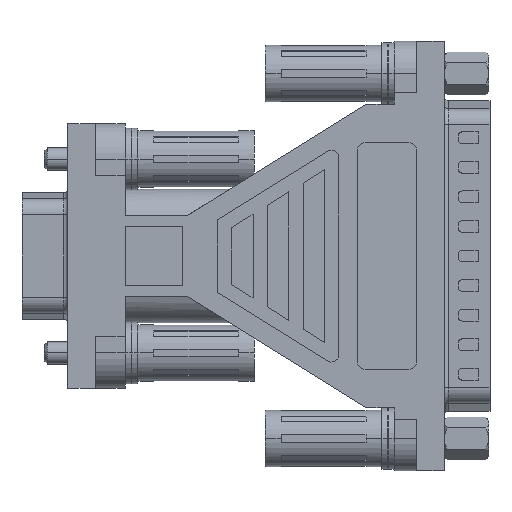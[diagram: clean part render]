
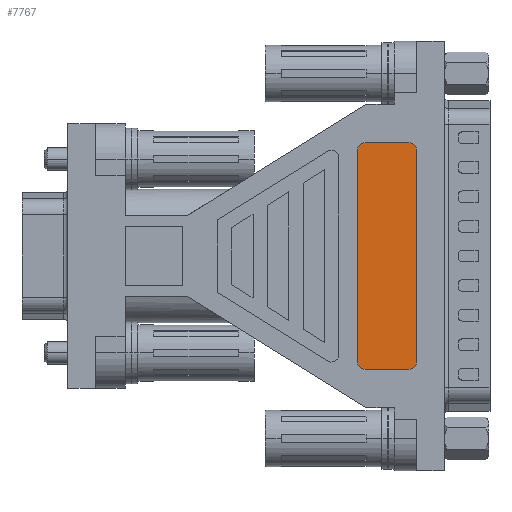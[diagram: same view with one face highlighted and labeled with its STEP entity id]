
A CAD part, front view. The second image highlights one B-rep face of the part: STEP entity #7767.
In plain terms, the highlighted planar face has unit normal (0, -1, 0).
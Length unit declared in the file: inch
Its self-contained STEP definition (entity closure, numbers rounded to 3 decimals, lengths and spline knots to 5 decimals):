
#540 = CARTESIAN_POINT ( 'NONE',  ( 0.536, -0.291, 0.38939 ) ) ;
#667 = CARTESIAN_POINT ( 'NONE',  ( 0.575, -0.291, 0.38939 ) ) ;
#748 = EDGE_CURVE ( 'NONE', #4716, #34912, #14705, .T. ) ;
#762 = LINE ( 'NONE', #667, #7387 ) ;
#1078 = LINE ( 'NONE', #11258, #22806 ) ;
#1652 = CARTESIAN_POINT ( 'NONE',  ( 0.575, -0.291, 0.61139 ) ) ;
#1745 = CARTESIAN_POINT ( 'NONE',  ( 0.575, -0.291, 0.38939 ) ) ;
#2187 = ORIENTED_EDGE ( 'NONE', *, *, #36817, .F. ) ;
#2599 = FACE_OUTER_BOUND ( 'NONE', #4893, .T. ) ;
#3351 = DIRECTION ( 'NONE',  ( 0., 0., 1. ) ) ;
#4617 = ORIENTED_EDGE ( 'NONE', *, *, #28306, .F. ) ;
#4716 = VERTEX_POINT ( 'NONE', #20738 ) ;
#4893 = EDGE_LOOP ( 'NONE', ( #32447, #25916, #10174, #31593, #13779, #18537, #2187, #4617 ) ) ;
#5289 = CARTESIAN_POINT ( 'NONE',  ( 0.536, -0.291, 0.35039 ) ) ;
#6073 = EDGE_CURVE ( 'NONE', #34294, #12840, #7100, .T. ) ;
#6242 = VERTEX_POINT ( 'NONE', #5289 ) ;
#6389 = VERTEX_POINT ( 'NONE', #1745 ) ;
#6617 = CARTESIAN_POINT ( 'NONE',  ( 0.536, -0.291, 0.61139 ) ) ;
#7100 = CIRCLE ( 'NONE', #8307, 0.039 ) ;
#7301 = AXIS2_PLACEMENT_3D ( 'NONE', #25745, #8720, #28533 ) ;
#7387 = VECTOR ( 'NONE', #34717, 39.37008 ) ;
#7767 = ADVANCED_FACE ( 'NONE', ( #2599 ), #15276, .T. ) ;
#8307 = AXIS2_PLACEMENT_3D ( 'NONE', #6617, #36841, #34736 ) ;
#8396 = DIRECTION ( 'NONE',  ( 1., 0., 0. ) ) ;
#8720 = DIRECTION ( 'NONE',  ( 0., 1., 0. ) ) ;
#8958 = CARTESIAN_POINT ( 'NONE',  ( -0.536, -0.291, 0.65039 ) ) ;
#9629 = DIRECTION ( 'NONE',  ( -1., 0., 0. ) ) ;
#10174 = ORIENTED_EDGE ( 'NONE', *, *, #6073, .F. ) ;
#10849 = EDGE_CURVE ( 'NONE', #34912, #34711, #29810, .T. ) ;
#11258 = CARTESIAN_POINT ( 'NONE',  ( 0.536, -0.291, 0.65039 ) ) ;
#11473 = DIRECTION ( 'NONE',  ( 0., 1., 0. ) ) ;
#11710 = AXIS2_PLACEMENT_3D ( 'NONE', #22419, #35897, #15662 ) ;
#12326 = CARTESIAN_POINT ( 'NONE',  ( 0.536, -0.291, 0.65039 ) ) ;
#12840 = VERTEX_POINT ( 'NONE', #1652 ) ;
#13779 = ORIENTED_EDGE ( 'NONE', *, *, #10849, .F. ) ;
#13995 = EDGE_CURVE ( 'NONE', #12840, #6389, #762, .T. ) ;
#14442 = CARTESIAN_POINT ( 'NONE',  ( -0.575, -0.291, 0.38939 ) ) ;
#14705 = LINE ( 'NONE', #14442, #36497 ) ;
#15276 = PLANE ( 'NONE',  #11710 ) ;
#15662 = DIRECTION ( 'NONE',  ( 0., 0., 1. ) ) ;
#16626 = DIRECTION ( 'NONE',  ( 0., 0., 1. ) ) ;
#18537 = ORIENTED_EDGE ( 'NONE', *, *, #748, .F. ) ;
#20377 = DIRECTION ( 'NONE',  ( 0., 1., 0. ) ) ;
#20738 = CARTESIAN_POINT ( 'NONE',  ( -0.575, -0.291, 0.38939 ) ) ;
#22419 = CARTESIAN_POINT ( 'NONE',  ( 0.536, -0.291, 0.38939 ) ) ;
#22806 = VECTOR ( 'NONE', #8396, 39.37008 ) ;
#23187 = AXIS2_PLACEMENT_3D ( 'NONE', #540, #20377, #3351 ) ;
#23442 = CIRCLE ( 'NONE', #7301, 0.039 ) ;
#24078 = CARTESIAN_POINT ( 'NONE',  ( -0.575, -0.291, 0.61139 ) ) ;
#25055 = CARTESIAN_POINT ( 'NONE',  ( -0.536, -0.291, 0.35039 ) ) ;
#25745 = CARTESIAN_POINT ( 'NONE',  ( -0.536, -0.291, 0.38939 ) ) ;
#25916 = ORIENTED_EDGE ( 'NONE', *, *, #13995, .F. ) ;
#28306 = EDGE_CURVE ( 'NONE', #6242, #35134, #29996, .T. ) ;
#28419 = CARTESIAN_POINT ( 'NONE',  ( -0.536, -0.291, 0.61139 ) ) ;
#28533 = DIRECTION ( 'NONE',  ( 0., 0., -1. ) ) ;
#28929 = CIRCLE ( 'NONE', #23187, 0.039 ) ;
#29341 = CARTESIAN_POINT ( 'NONE',  ( 0.536, -0.291, 0.35039 ) ) ;
#29810 = CIRCLE ( 'NONE', #31758, 0.039 ) ;
#29996 = LINE ( 'NONE', #29341, #36743 ) ;
#31310 = DIRECTION ( 'NONE',  ( 0., 0., 1. ) ) ;
#31593 = ORIENTED_EDGE ( 'NONE', *, *, #32642, .F. ) ;
#31758 = AXIS2_PLACEMENT_3D ( 'NONE', #28419, #11473, #31310 ) ;
#32447 = ORIENTED_EDGE ( 'NONE', *, *, #34714, .F. ) ;
#32642 = EDGE_CURVE ( 'NONE', #34711, #34294, #1078, .T. ) ;
#34294 = VERTEX_POINT ( 'NONE', #12326 ) ;
#34711 = VERTEX_POINT ( 'NONE', #8958 ) ;
#34714 = EDGE_CURVE ( 'NONE', #6389, #6242, #28929, .T. ) ;
#34717 = DIRECTION ( 'NONE',  ( 0., 0., -1. ) ) ;
#34736 = DIRECTION ( 'NONE',  ( 0., 0., 1. ) ) ;
#34912 = VERTEX_POINT ( 'NONE', #24078 ) ;
#35134 = VERTEX_POINT ( 'NONE', #25055 ) ;
#35897 = DIRECTION ( 'NONE',  ( 0., -1., 0. ) ) ;
#36497 = VECTOR ( 'NONE', #16626, 39.37008 ) ;
#36743 = VECTOR ( 'NONE', #9629, 39.37008 ) ;
#36817 = EDGE_CURVE ( 'NONE', #35134, #4716, #23442, .T. ) ;
#36841 = DIRECTION ( 'NONE',  ( 0., 1., 0. ) ) ;
